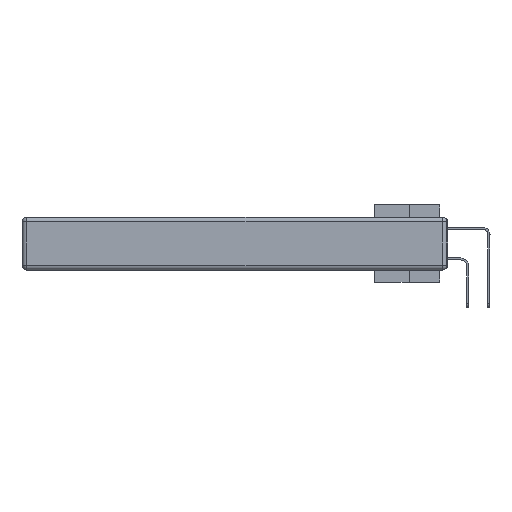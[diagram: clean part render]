
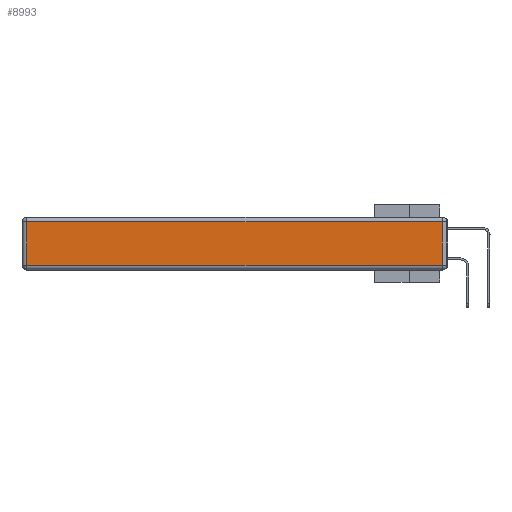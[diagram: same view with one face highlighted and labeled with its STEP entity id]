
A CAD part, left-side view. The second image highlights one B-rep face of the part: STEP entity #8993.
In plain terms, the highlighted planar face has unit normal (-1, 0, 0).
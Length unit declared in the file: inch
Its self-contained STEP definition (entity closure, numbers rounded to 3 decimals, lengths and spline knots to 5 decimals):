
#1605 = DIRECTION ( 'NONE',  ( 0., -1., 0. ) ) ;
#2137 = ORIENTED_EDGE ( 'NONE', *, *, #9467, .T. ) ;
#3236 = VERTEX_POINT ( 'NONE', #37890 ) ;
#4127 = FACE_OUTER_BOUND ( 'NONE', #8786, .T. ) ;
#4516 = VECTOR ( 'NONE', #18921, 39.37008 ) ;
#5360 = ORIENTED_EDGE ( 'NONE', *, *, #9466, .T. ) ;
#6301 = CARTESIAN_POINT ( 'NONE',  ( 0., 2.72, -0.343 ) ) ;
#6502 = VERTEX_POINT ( 'NONE', #28836 ) ;
#8786 = EDGE_LOOP ( 'NONE', ( #5360, #27466, #2137, #28965 ) ) ;
#8993 = ADVANCED_FACE ( 'NONE', ( #4127 ), #16734, .T. ) ;
#9466 = EDGE_CURVE ( 'NONE', #33616, #6502, #22888, .T. ) ;
#9467 = EDGE_CURVE ( 'NONE', #3236, #32054, #20602, .T. ) ;
#10003 = LINE ( 'NONE', #6301, #4516 ) ;
#14040 = CARTESIAN_POINT ( 'NONE',  ( 0., 0., -0.343 ) ) ;
#14308 = DIRECTION ( 'NONE',  ( 0., 0., 1. ) ) ;
#14419 = CARTESIAN_POINT ( 'NONE',  ( 0., 2.72, -0.03 ) ) ;
#14607 = DIRECTION ( 'NONE',  ( 0., 1., 0. ) ) ;
#15511 = EDGE_CURVE ( 'NONE', #32054, #33616, #10003, .T. ) ;
#16171 = VECTOR ( 'NONE', #1605, 39.37008 ) ;
#16734 = PLANE ( 'NONE',  #18815 ) ;
#18815 = AXIS2_PLACEMENT_3D ( 'NONE', #14040, #26650, #35317 ) ;
#18921 = DIRECTION ( 'NONE',  ( 0., 0., -1. ) ) ;
#20602 = LINE ( 'NONE', #33177, #21443 ) ;
#21443 = VECTOR ( 'NONE', #14607, 39.37008 ) ;
#22888 = LINE ( 'NONE', #36082, #16171 ) ;
#23414 = VECTOR ( 'NONE', #14308, 39.37008 ) ;
#24035 = CARTESIAN_POINT ( 'NONE',  ( 0., 0.03, -0.343 ) ) ;
#26650 = DIRECTION ( 'NONE',  ( -1., 0., 0. ) ) ;
#27466 = ORIENTED_EDGE ( 'NONE', *, *, #32876, .T. ) ;
#28836 = CARTESIAN_POINT ( 'NONE',  ( 0., 0.03, -0.313 ) ) ;
#28965 = ORIENTED_EDGE ( 'NONE', *, *, #15511, .T. ) ;
#32054 = VERTEX_POINT ( 'NONE', #14419 ) ;
#32876 = EDGE_CURVE ( 'NONE', #6502, #3236, #36833, .T. ) ;
#33177 = CARTESIAN_POINT ( 'NONE',  ( 0., 2.75, -0.03 ) ) ;
#33616 = VERTEX_POINT ( 'NONE', #37331 ) ;
#35317 = DIRECTION ( 'NONE',  ( 0., 0., 1. ) ) ;
#36082 = CARTESIAN_POINT ( 'NONE',  ( 0., 0., -0.313 ) ) ;
#36833 = LINE ( 'NONE', #24035, #23414 ) ;
#37331 = CARTESIAN_POINT ( 'NONE',  ( 0., 2.72, -0.313 ) ) ;
#37890 = CARTESIAN_POINT ( 'NONE',  ( 0., 0.03, -0.03 ) ) ;
